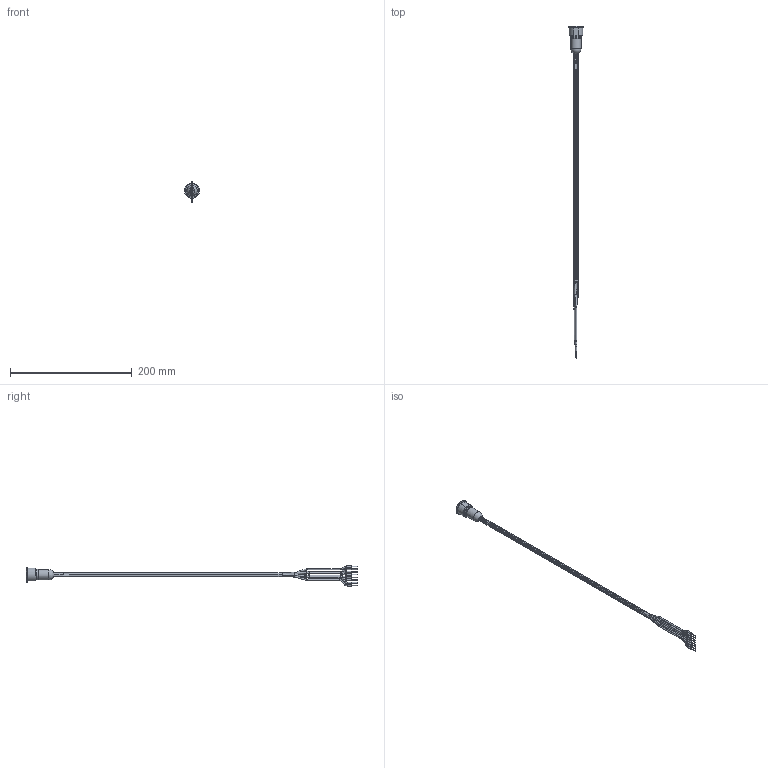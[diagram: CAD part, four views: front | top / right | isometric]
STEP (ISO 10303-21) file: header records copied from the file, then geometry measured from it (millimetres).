
FILE_DESCRIPTION(/* description */ (''),/* implementation_level */ '2;1');
FILE_NAME(/* name */ 'ULV7FMHSLLxxL07.stp',/* time_stamp */ '2025-07-11T09:59:37-05:00',/* author */ ('jsteinblock'),/* organization */ (''),/* preprocessor_version */ 'ST-DEVELOPER v18.1',/* originating_system */ 'Autodesk Inventor 2022',/* authorisation */ '');
FILE_SCHEMA (('AUTOMOTIVE_DESIGN { 1 0 10303 214 3 1 1 }'));
Length unit declared in the file: inch
Products named in the file (1): ULV7FMHSLLxxL07
Bounding box: 25 x 546.2 x 33 mm (x, y, z)
Volume: 29599.9 mm3; surface area: 41534.7 mm2
Topology: 1 solids, 2 shells, 239 faces, 662 edges, 431 vertices
Faces by surface type: cylinder 86, plane 85, bspline 27, torus 26, sphere 13, cone 2
Full cylindrical faces by diameter (mm): 1.1 x8, 2.2 x25, 13.3 x1, 17 x1, 17.5 x1, 17.75 x1, 20.5 x1, 25 x1
Entity records: 8904 total; most frequent: CARTESIAN_POINT 2733, ORIENTED_EDGE 1330, DIRECTION 1252, EDGE_CURVE 665, AXIS2_PLACEMENT_3D 481, VERTEX_POINT 431, LINE 290, VECTOR 290
